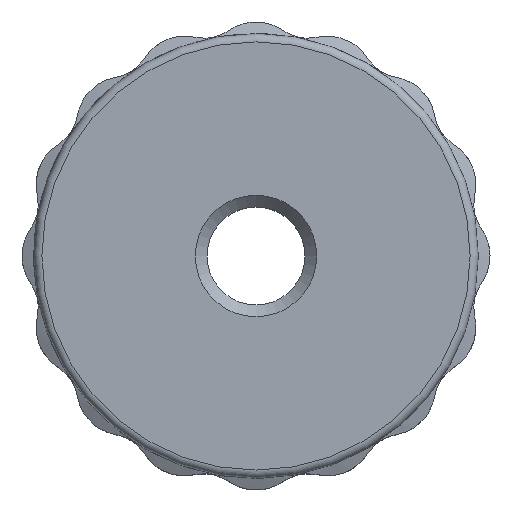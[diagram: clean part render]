
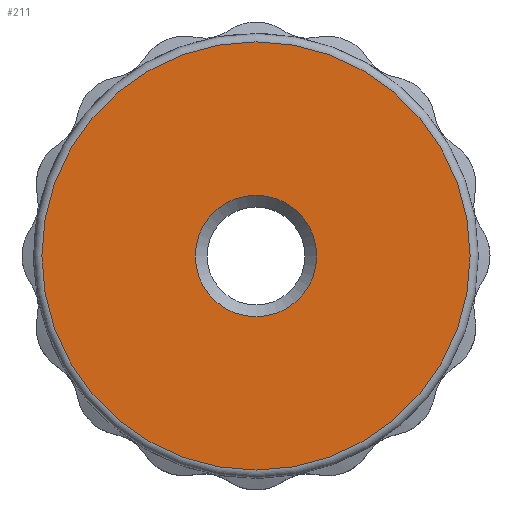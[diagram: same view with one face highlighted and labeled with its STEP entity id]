
A CAD part, top view. The second image highlights one B-rep face of the part: STEP entity #211.
In plain terms, the highlighted planar face has unit normal (0, 0, 1).
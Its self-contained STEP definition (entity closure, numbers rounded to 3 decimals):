
#211 = ADVANCED_FACE( '', ( #448, #449 ), #450, .F. );
#448 = FACE_OUTER_BOUND( '', #702, .T. );
#449 = FACE_BOUND( '', #703, .T. );
#450 = PLANE( '', #704 );
#702 = EDGE_LOOP( '', ( #1287 ) );
#703 = EDGE_LOOP( '', ( #1288 ) );
#704 = AXIS2_PLACEMENT_3D( '', #1289, #1290, #1291 );
#1287 = ORIENTED_EDGE( '', *, *, #1577, .T. );
#1288 = ORIENTED_EDGE( '', *, *, #1660, .T. );
#1289 = CARTESIAN_POINT( '', ( 19., 0., 9. ) );
#1290 = DIRECTION( '', ( 0., 0., -1. ) );
#1291 = DIRECTION( '', ( -1., 0., 0. ) );
#1577 = EDGE_CURVE( '', #1931, #1931, #1932, .F. );
#1660 = EDGE_CURVE( '', #2041, #2041, #2042, .F. );
#1931 = VERTEX_POINT( '', #2502 );
#1932 = CIRCLE( '', #2503, 18.3 );
#2041 = VERTEX_POINT( '', #2821 );
#2042 = CIRCLE( '', #2822, 5.188 );
#2502 = CARTESIAN_POINT( '', ( -18.3, 0., 9. ) );
#2503 = AXIS2_PLACEMENT_3D( '', #3065, #3066, #3067 );
#2821 = CARTESIAN_POINT( '', ( 5.188, 0., 9. ) );
#2822 = AXIS2_PLACEMENT_3D( '', #3109, #3110, #3111 );
#3065 = CARTESIAN_POINT( '', ( 0., 0., 9. ) );
#3066 = DIRECTION( '', ( 0., 0., -1. ) );
#3067 = DIRECTION( '', ( -1., 0., 0. ) );
#3109 = CARTESIAN_POINT( '', ( 0., 0., 9. ) );
#3110 = DIRECTION( '', ( 0., 0., 1. ) );
#3111 = DIRECTION( '', ( 1., 0., 0. ) );
